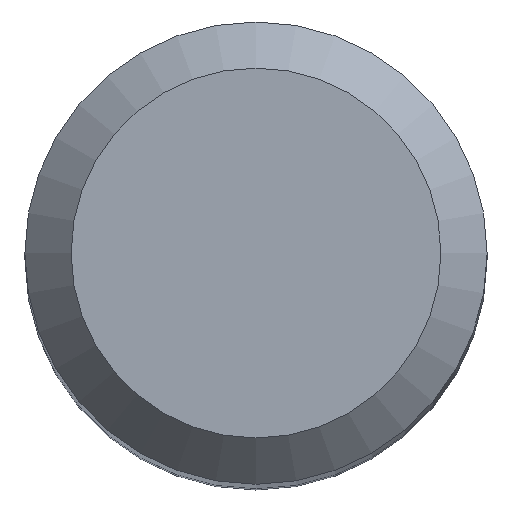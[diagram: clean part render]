
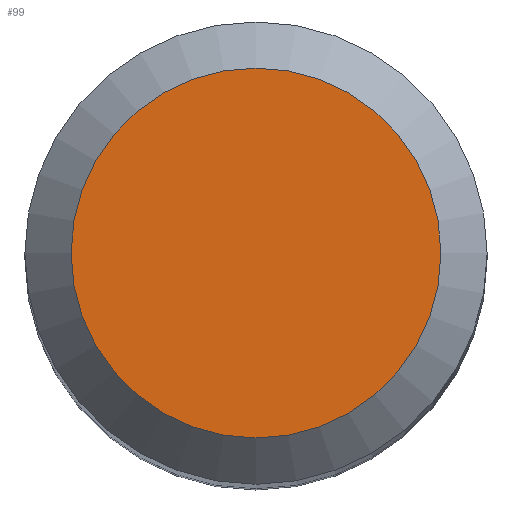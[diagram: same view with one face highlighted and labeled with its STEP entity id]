
A CAD part, top view. The second image highlights one B-rep face of the part: STEP entity #99.
In plain terms, the highlighted planar face has unit normal (0, 0, 1).
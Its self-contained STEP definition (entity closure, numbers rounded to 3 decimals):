
#17 = PLANE ( 'NONE',  #188 ) ;
#22 = EDGE_LOOP ( 'NONE', ( #86 ) ) ;
#28 = DIRECTION ( 'NONE',  ( 0., 0., -1. ) ) ;
#39 = CARTESIAN_POINT ( 'NONE',  ( 0., 0., 72. ) ) ;
#86 = ORIENTED_EDGE ( 'NONE', *, *, #137, .F. ) ;
#94 = DIRECTION ( 'NONE',  ( 0., 1., 0. ) ) ;
#99 = ADVANCED_FACE ( 'NONE', ( #162 ), #17, .F. ) ;
#103 = AXIS2_PLACEMENT_3D ( 'NONE', #216, #183, #94 ) ;
#113 = DIRECTION ( 'NONE',  ( 0., 1., 0. ) ) ;
#137 = EDGE_CURVE ( 'NONE', #222, #222, #219, .T. ) ;
#162 = FACE_OUTER_BOUND ( 'NONE', #22, .T. ) ;
#183 = DIRECTION ( 'NONE',  ( 0., 0., -1. ) ) ;
#188 = AXIS2_PLACEMENT_3D ( 'NONE', #39, #28, #113 ) ;
#195 = CARTESIAN_POINT ( 'NONE',  ( 0., 4., 72. ) ) ;
#216 = CARTESIAN_POINT ( 'NONE',  ( 0., 0., 72. ) ) ;
#219 = CIRCLE ( 'NONE', #103, 4. ) ;
#222 = VERTEX_POINT ( 'NONE', #195 ) ;
